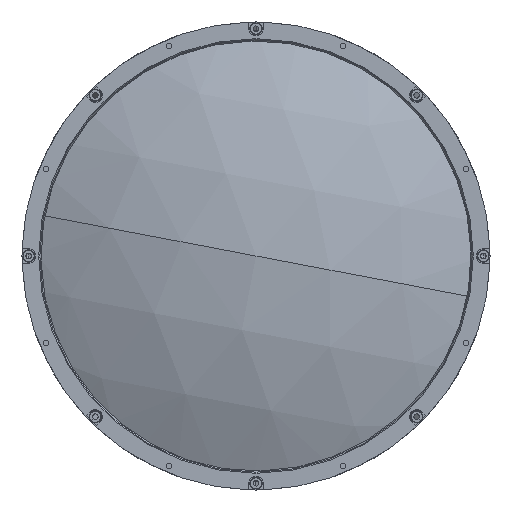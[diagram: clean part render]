
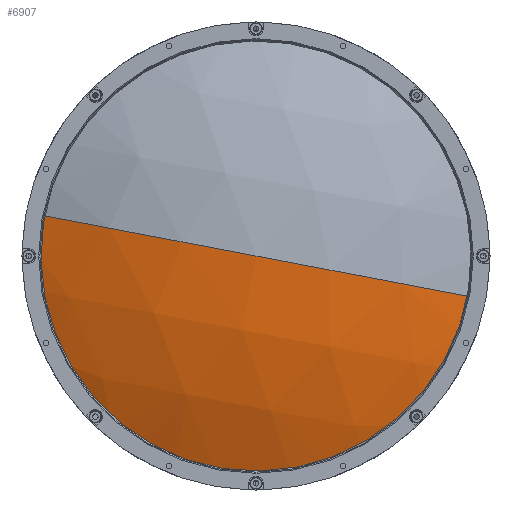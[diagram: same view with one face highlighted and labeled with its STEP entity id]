
A CAD part, left-side view. The second image highlights one B-rep face of the part: STEP entity #6907.
In plain terms, the highlighted spherical face has radius 231.3 mm.
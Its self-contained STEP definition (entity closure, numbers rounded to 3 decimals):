
#778 = CARTESIAN_POINT ( 'NONE',  ( 19.407, 96.77, 18.381 ) ) ;
#1285 = CARTESIAN_POINT ( 'NONE',  ( 19.407, -96.77, -18.381 ) ) ;
#1320 = DIRECTION ( 'NONE',  ( 0., 0.187, -0.982 ) ) ;
#1382 = CARTESIAN_POINT ( 'NONE',  ( 228.685, 0., 0. ) ) ;
#1889 = AXIS2_PLACEMENT_3D ( 'NONE', #16014, #7590, #17449 ) ;
#2621 = CIRCLE ( 'NONE', #8673, 98.5 ) ;
#3039 = EDGE_LOOP ( 'NONE', ( #4161, #12962, #5753 ) ) ;
#3304 = SPHERICAL_SURFACE ( 'NONE', #7317, 231.3 ) ;
#3496 = DIRECTION ( 'NONE',  ( -1., 0., 0. ) ) ;
#3740 = FACE_OUTER_BOUND ( 'NONE', #3039, .T. ) ;
#4161 = ORIENTED_EDGE ( 'NONE', *, *, #5217, .T. ) ;
#4279 = CARTESIAN_POINT ( 'NONE',  ( 228.685, 0., 0. ) ) ;
#5217 = EDGE_CURVE ( 'NONE', #7538, #8356, #2621, .T. ) ;
#5688 = DIRECTION ( 'NONE',  ( 0., 0.982, 0.187 ) ) ;
#5753 = ORIENTED_EDGE ( 'NONE', *, *, #17503, .F. ) ;
#6907 = ADVANCED_FACE ( 'NONE', ( #3740 ), #3304, .T. ) ;
#7317 = AXIS2_PLACEMENT_3D ( 'NONE', #1382, #1320, #14115 ) ;
#7538 = VERTEX_POINT ( 'NONE', #778 ) ;
#7590 = DIRECTION ( 'NONE',  ( 0., -0.187, 0.982 ) ) ;
#7644 = CARTESIAN_POINT ( 'NONE',  ( -2.615, 0., 0. ) ) ;
#7785 = AXIS2_PLACEMENT_3D ( 'NONE', #4279, #14161, #5688 ) ;
#8356 = VERTEX_POINT ( 'NONE', #1285 ) ;
#8673 = AXIS2_PLACEMENT_3D ( 'NONE', #11976, #3496, #13370 ) ;
#9150 = CIRCLE ( 'NONE', #7785, 231.3 ) ;
#11898 = EDGE_CURVE ( 'NONE', #8356, #12302, #9150, .T. ) ;
#11976 = CARTESIAN_POINT ( 'NONE',  ( 19.407, 0., 0. ) ) ;
#12302 = VERTEX_POINT ( 'NONE', #7644 ) ;
#12962 = ORIENTED_EDGE ( 'NONE', *, *, #11898, .T. ) ;
#13058 = CIRCLE ( 'NONE', #1889, 231.3 ) ;
#13370 = DIRECTION ( 'NONE',  ( 0., 0.187, -0.982 ) ) ;
#14115 = DIRECTION ( 'NONE',  ( 0., 0.982, 0.187 ) ) ;
#14161 = DIRECTION ( 'NONE',  ( 0., 0.187, -0.982 ) ) ;
#16014 = CARTESIAN_POINT ( 'NONE',  ( 228.685, 0., 0. ) ) ;
#17449 = DIRECTION ( 'NONE',  ( 0., -0.982, -0.187 ) ) ;
#17503 = EDGE_CURVE ( 'NONE', #7538, #12302, #13058, .T. ) ;
